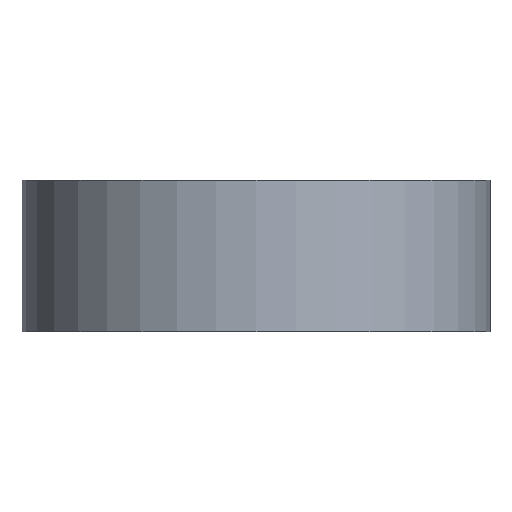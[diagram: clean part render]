
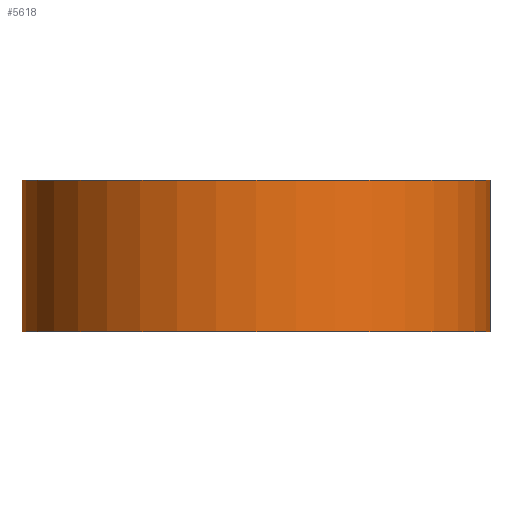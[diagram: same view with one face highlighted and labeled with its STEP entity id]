
A CAD part, left-side view. The second image highlights one B-rep face of the part: STEP entity #5618.
In plain terms, the highlighted cylindrical face has radius 24.75 mm (diameter 49.5 mm), a partial arc.
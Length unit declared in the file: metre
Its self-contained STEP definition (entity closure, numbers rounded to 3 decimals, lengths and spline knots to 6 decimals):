
#218 = CARTESIAN_POINT ( 'NONE',  ( 0.02425, 0.00495, 0.008 ) ) ;
#692 = CYLINDRICAL_SURFACE ( 'NONE', #3066, 0.02475 ) ;
#1975 = EDGE_CURVE ( 'NONE', #2247, #7677, #5392, .T. ) ;
#2247 = VERTEX_POINT ( 'NONE', #15086 ) ;
#2533 = EDGE_CURVE ( 'NONE', #7677, #17035, #9358, .T. ) ;
#2899 = ORIENTED_EDGE ( 'NONE', *, *, #16083, .F. ) ;
#3017 = LINE ( 'NONE', #8460, #11007 ) ;
#3066 = AXIS2_PLACEMENT_3D ( 'NONE', #17188, #3552, #16929 ) ;
#3277 = DIRECTION ( 'NONE',  ( 0., 0., -1. ) ) ;
#3506 = DIRECTION ( 'NONE',  ( 0., 0., 1. ) ) ;
#3552 = DIRECTION ( 'NONE',  ( 0., 0., -1. ) ) ;
#3597 = DIRECTION ( 'NONE',  ( 1., 0., 0. ) ) ;
#5392 = CIRCLE ( 'NONE', #16512, 0.02475 ) ;
#5440 = VECTOR ( 'NONE', #14608, 1. ) ;
#5486 = DIRECTION ( 'NONE',  ( 1., 0., 0. ) ) ;
#5618 = ADVANCED_FACE ( 'NONE', ( #13110 ), #692, .T. ) ;
#6211 = EDGE_LOOP ( 'NONE', ( #2899, #14599, #12921, #13773 ) ) ;
#6840 = CARTESIAN_POINT ( 'NONE',  ( 0., 0., 0.008 ) ) ;
#7677 = VERTEX_POINT ( 'NONE', #8342 ) ;
#8008 = CARTESIAN_POINT ( 'NONE',  ( 0.02425, -0.00495, 0.008 ) ) ;
#8342 = CARTESIAN_POINT ( 'NONE',  ( 0.02425, -0.00495, -0.008 ) ) ;
#8460 = CARTESIAN_POINT ( 'NONE',  ( 0.02425, 0.00495, 0.008 ) ) ;
#8769 = CIRCLE ( 'NONE', #13055, 0.02475 ) ;
#9128 = CARTESIAN_POINT ( 'NONE',  ( 0., 0., -0.008 ) ) ;
#9358 = LINE ( 'NONE', #8008, #5440 ) ;
#9597 = DIRECTION ( 'NONE',  ( 0., 0., 1. ) ) ;
#11007 = VECTOR ( 'NONE', #3277, 1. ) ;
#11630 = CARTESIAN_POINT ( 'NONE',  ( 0.02425, -0.00495, 0.008 ) ) ;
#12921 = ORIENTED_EDGE ( 'NONE', *, *, #1975, .T. ) ;
#13055 = AXIS2_PLACEMENT_3D ( 'NONE', #6840, #9597, #5486 ) ;
#13110 = FACE_OUTER_BOUND ( 'NONE', #6211, .T. ) ;
#13773 = ORIENTED_EDGE ( 'NONE', *, *, #2533, .T. ) ;
#14310 = EDGE_CURVE ( 'NONE', #14744, #2247, #3017, .T. ) ;
#14599 = ORIENTED_EDGE ( 'NONE', *, *, #14310, .T. ) ;
#14608 = DIRECTION ( 'NONE',  ( 0., 0., 1. ) ) ;
#14744 = VERTEX_POINT ( 'NONE', #218 ) ;
#15086 = CARTESIAN_POINT ( 'NONE',  ( 0.02425, 0.00495, -0.008 ) ) ;
#16083 = EDGE_CURVE ( 'NONE', #14744, #17035, #8769, .T. ) ;
#16512 = AXIS2_PLACEMENT_3D ( 'NONE', #9128, #3506, #3597 ) ;
#16929 = DIRECTION ( 'NONE',  ( -1., 0., 0. ) ) ;
#17035 = VERTEX_POINT ( 'NONE', #11630 ) ;
#17188 = CARTESIAN_POINT ( 'NONE',  ( 0., 0., 0.008 ) ) ;
